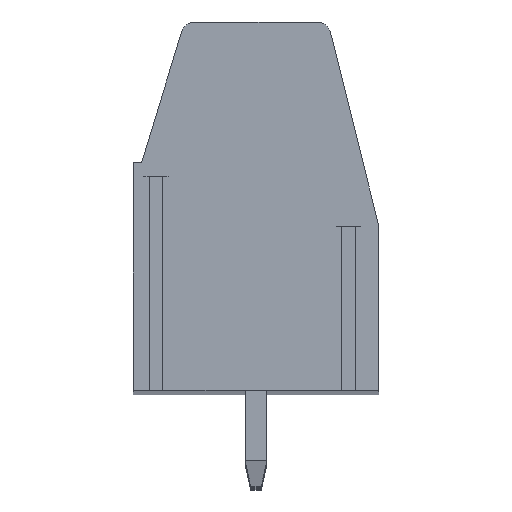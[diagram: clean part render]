
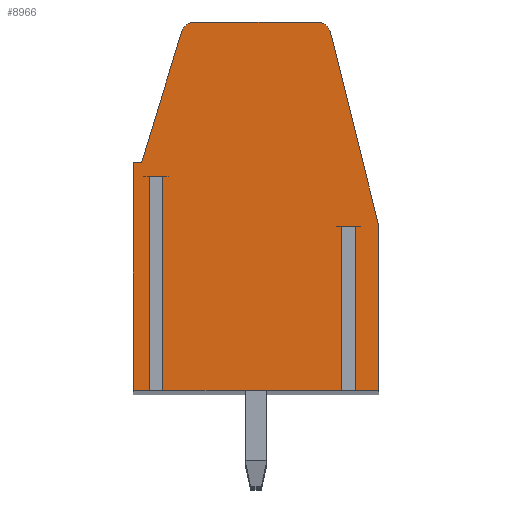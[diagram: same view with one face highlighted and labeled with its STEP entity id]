
A CAD part, top view. The second image highlights one B-rep face of the part: STEP entity #8966.
In plain terms, the highlighted planar face has unit normal (0, 0, 1).
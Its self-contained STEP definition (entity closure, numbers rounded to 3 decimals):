
#13=DIRECTION('',(-1.,0.,0.));
#14=VECTOR('',#13,0.503);
#15=CARTESIAN_POINT('',(-3.413,1.1,83.82));
#16=LINE('',#15,#14);
#17=DIRECTION('',(0.,1.,0.));
#18=VECTOR('',#17,7.85);
#19=CARTESIAN_POINT('',(-3.917,-6.75,83.82));
#20=LINE('',#19,#18);
#21=DIRECTION('',(1.,0.,0.));
#22=VECTOR('',#21,0.583);
#23=CARTESIAN_POINT('',(-4.5,-6.75,83.82));
#24=LINE('',#23,#22);
#25=DIRECTION('',(0.,-1.,0.));
#26=VECTOR('',#25,8.35);
#27=CARTESIAN_POINT('',(-4.5,1.6,83.82));
#28=LINE('',#27,#26);
#29=DIRECTION('',(-1.,0.,0.));
#30=VECTOR('',#29,0.31);
#31=CARTESIAN_POINT('',(-4.19,1.6,83.82));
#32=LINE('',#31,#30);
#33=DIRECTION('',(-0.292,-0.956,0.));
#34=VECTOR('',#33,5.015);
#35=CARTESIAN_POINT('',(-2.723,6.396,83.82));
#36=LINE('',#35,#34);
#37=CARTESIAN_POINT('',(-2.245,6.25,83.82));
#38=DIRECTION('',(0.,0.,1.));
#39=DIRECTION('',(0.,1.,0.));
#40=AXIS2_PLACEMENT_3D('',#37,#38,#39);
#42=DIRECTION('',(-1.,0.,0.));
#43=VECTOR('',#42,4.489);
#44=CARTESIAN_POINT('',(2.244,6.75,83.82));
#45=LINE('',#44,#43);
#46=CARTESIAN_POINT('',(2.244,6.25,83.82));
#47=DIRECTION('',(0.,0.,1.));
#48=DIRECTION('',(0.97,0.242,0.));
#49=AXIS2_PLACEMENT_3D('',#46,#47,#48);
#51=DIRECTION('',(-0.242,0.97,0.));
#52=VECTOR('',#51,7.318);
#53=CARTESIAN_POINT('',(4.5,-0.73,83.82));
#54=LINE('',#53,#52);
#55=DIRECTION('',(0.,1.,0.));
#56=VECTOR('',#55,6.02);
#57=CARTESIAN_POINT('',(4.5,-6.75,83.82));
#58=LINE('',#57,#56);
#59=DIRECTION('',(1.,0.,0.));
#60=VECTOR('',#59,0.863);
#61=CARTESIAN_POINT('',(3.637,-6.75,83.82));
#62=LINE('',#61,#60);
#63=DIRECTION('',(0.,1.,0.));
#64=VECTOR('',#63,6.02);
#65=CARTESIAN_POINT('',(3.637,-6.75,83.82));
#66=LINE('',#65,#64);
#67=DIRECTION('',(-1.,0.,0.));
#68=VECTOR('',#67,0.503);
#69=CARTESIAN_POINT('',(3.637,-0.73,83.82));
#70=LINE('',#69,#68);
#71=DIRECTION('',(0.,1.,0.));
#72=VECTOR('',#71,6.02);
#73=CARTESIAN_POINT('',(3.133,-6.75,83.82));
#74=LINE('',#73,#72);
#75=DIRECTION('',(1.,0.,0.));
#76=VECTOR('',#75,6.547);
#77=CARTESIAN_POINT('',(-3.413,-6.75,83.82));
#78=LINE('',#77,#76);
#79=DIRECTION('',(0.,1.,0.));
#80=VECTOR('',#79,7.85);
#81=CARTESIAN_POINT('',(-3.413,-6.75,83.82));
#82=LINE('',#81,#80);
#7025=CARTESIAN_POINT('',(4.5,-6.75,83.82));
#7026=CARTESIAN_POINT('',(4.5,-0.73,83.82));
#7027=VERTEX_POINT('',#7025);
#7028=VERTEX_POINT('',#7026);
#7029=CARTESIAN_POINT('',(2.73,6.371,83.82));
#7030=VERTEX_POINT('',#7029);
#7031=CARTESIAN_POINT('',(2.244,6.75,83.82));
#7032=VERTEX_POINT('',#7031);
#7033=CARTESIAN_POINT('',(-2.245,6.75,83.82));
#7034=VERTEX_POINT('',#7033);
#7035=CARTESIAN_POINT('',(-2.723,6.396,83.82));
#7036=VERTEX_POINT('',#7035);
#7037=CARTESIAN_POINT('',(-4.19,1.6,83.82));
#7038=VERTEX_POINT('',#7037);
#7039=CARTESIAN_POINT('',(-4.5,1.6,83.82));
#7040=VERTEX_POINT('',#7039);
#7041=CARTESIAN_POINT('',(-4.5,-6.75,83.82));
#7042=VERTEX_POINT('',#7041);
#7117=CARTESIAN_POINT('',(3.637,-0.73,83.82));
#7118=CARTESIAN_POINT('',(3.133,-0.73,83.82));
#7119=VERTEX_POINT('',#7117);
#7120=VERTEX_POINT('',#7118);
#7121=CARTESIAN_POINT('',(3.133,-6.75,83.82));
#7122=VERTEX_POINT('',#7121);
#7123=CARTESIAN_POINT('',(3.637,-6.75,83.82));
#7124=VERTEX_POINT('',#7123);
#7141=CARTESIAN_POINT('',(-3.413,1.1,83.82));
#7142=CARTESIAN_POINT('',(-3.917,1.1,83.82));
#7143=VERTEX_POINT('',#7141);
#7144=VERTEX_POINT('',#7142);
#7145=CARTESIAN_POINT('',(-3.413,-6.75,83.82));
#7146=VERTEX_POINT('',#7145);
#7147=CARTESIAN_POINT('',(-3.917,-6.75,83.82));
#7148=VERTEX_POINT('',#7147);
#8925=CARTESIAN_POINT('',(0.,0.,83.82));
#8926=DIRECTION('',(0.,0.,1.));
#8927=DIRECTION('',(1.,0.,0.));
#8928=AXIS2_PLACEMENT_3D('',#8925,#8926,#8927);
#8929=PLANE('',#8928);
#8931=ORIENTED_EDGE('',*,*,#8930,.T.);
#8933=ORIENTED_EDGE('',*,*,#8932,.F.);
#8935=ORIENTED_EDGE('',*,*,#8934,.F.);
#8937=ORIENTED_EDGE('',*,*,#8936,.F.);
#8939=ORIENTED_EDGE('',*,*,#8938,.F.);
#8941=ORIENTED_EDGE('',*,*,#8940,.F.);
#8943=ORIENTED_EDGE('',*,*,#8942,.F.);
#8945=ORIENTED_EDGE('',*,*,#8944,.F.);
#8947=ORIENTED_EDGE('',*,*,#8946,.F.);
#8949=ORIENTED_EDGE('',*,*,#8948,.F.);
#8951=ORIENTED_EDGE('',*,*,#8950,.F.);
#8953=ORIENTED_EDGE('',*,*,#8952,.F.);
#8955=ORIENTED_EDGE('',*,*,#8954,.T.);
#8957=ORIENTED_EDGE('',*,*,#8956,.T.);
#8959=ORIENTED_EDGE('',*,*,#8958,.F.);
#8961=ORIENTED_EDGE('',*,*,#8960,.F.);
#8963=ORIENTED_EDGE('',*,*,#8962,.T.);
#8964=EDGE_LOOP('',(#8931,#8933,#8935,#8937,#8939,#8941,#8943,#8945,#8947,#8949,
#8951,#8953,#8955,#8957,#8959,#8961,#8963));
#8965=FACE_OUTER_BOUND('',#8964,.F.);
#41=CIRCLE('',#40,0.5);
#50=CIRCLE('',#49,0.5);
#8930=EDGE_CURVE('',#7143,#7144,#16,.T.);
#8932=EDGE_CURVE('',#7148,#7144,#20,.T.);
#8934=EDGE_CURVE('',#7042,#7148,#24,.T.);
#8936=EDGE_CURVE('',#7040,#7042,#28,.T.);
#8938=EDGE_CURVE('',#7038,#7040,#32,.T.);
#8940=EDGE_CURVE('',#7036,#7038,#36,.T.);
#8942=EDGE_CURVE('',#7034,#7036,#41,.T.);
#8944=EDGE_CURVE('',#7032,#7034,#45,.T.);
#8946=EDGE_CURVE('',#7030,#7032,#50,.T.);
#8948=EDGE_CURVE('',#7028,#7030,#54,.T.);
#8950=EDGE_CURVE('',#7027,#7028,#58,.T.);
#8952=EDGE_CURVE('',#7124,#7027,#62,.T.);
#8954=EDGE_CURVE('',#7124,#7119,#66,.T.);
#8956=EDGE_CURVE('',#7119,#7120,#70,.T.);
#8958=EDGE_CURVE('',#7122,#7120,#74,.T.);
#8960=EDGE_CURVE('',#7146,#7122,#78,.T.);
#8962=EDGE_CURVE('',#7146,#7143,#82,.T.);
#8966=ADVANCED_FACE('',(#8965),#8929,.T.);
